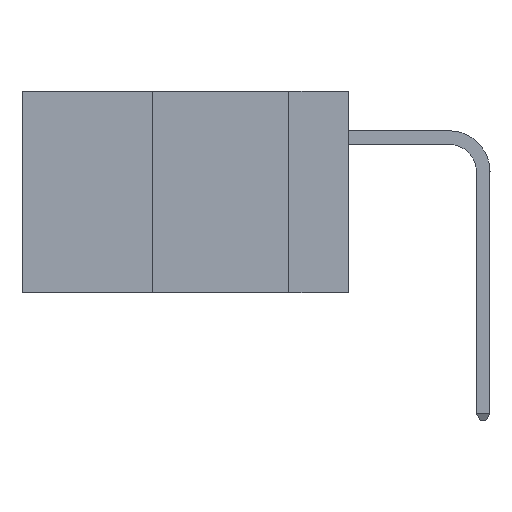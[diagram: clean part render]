
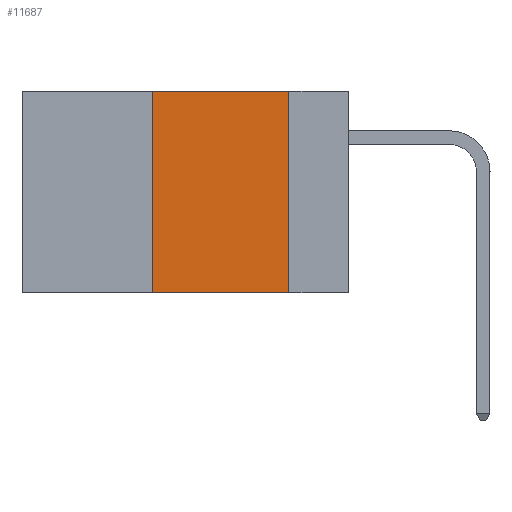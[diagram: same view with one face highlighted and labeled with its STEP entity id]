
A CAD part, left-side view. The second image highlights one B-rep face of the part: STEP entity #11687.
In plain terms, the highlighted planar face has unit normal (-1, 0, 0).
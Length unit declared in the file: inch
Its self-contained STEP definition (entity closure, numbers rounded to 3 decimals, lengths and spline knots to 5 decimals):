
#832 = PLANE ( 'NONE',  #5859 ) ;
#923 = VERTEX_POINT ( 'NONE', #4614 ) ;
#1856 = CARTESIAN_POINT ( 'NONE',  ( 0., 0.36, -0.37 ) ) ;
#2099 = EDGE_LOOP ( 'NONE', ( #7849, #5013, #12867, #10016 ) ) ;
#2193 = VECTOR ( 'NONE', #6493, 39.37008 ) ;
#2246 = EDGE_CURVE ( 'NONE', #4654, #923, #17056, .T. ) ;
#2708 = FACE_OUTER_BOUND ( 'NONE', #2099, .T. ) ;
#3033 = EDGE_CURVE ( 'NONE', #4654, #13459, #8151, .T. ) ;
#3478 = CARTESIAN_POINT ( 'NONE',  ( 0., 0.11, 0. ) ) ;
#3743 = DIRECTION ( 'NONE',  ( 1., 0., 0. ) ) ;
#4311 = LINE ( 'NONE', #11888, #7161 ) ;
#4417 = VECTOR ( 'NONE', #11004, 39.37008 ) ;
#4614 = CARTESIAN_POINT ( 'NONE',  ( 0., 0.36, 0. ) ) ;
#4654 = VERTEX_POINT ( 'NONE', #1856 ) ;
#5013 = ORIENTED_EDGE ( 'NONE', *, *, #11017, .F. ) ;
#5859 = AXIS2_PLACEMENT_3D ( 'NONE', #12113, #3743, #13527 ) ;
#6278 = VECTOR ( 'NONE', #11845, 39.37008 ) ;
#6493 = DIRECTION ( 'NONE',  ( 0., 0., 1. ) ) ;
#7161 = VECTOR ( 'NONE', #14710, 39.37008 ) ;
#7849 = ORIENTED_EDGE ( 'NONE', *, *, #12616, .F. ) ;
#8151 = LINE ( 'NONE', #8219, #4417 ) ;
#8182 = CARTESIAN_POINT ( 'NONE',  ( 0., 0.11, -0.37 ) ) ;
#8219 = CARTESIAN_POINT ( 'NONE',  ( 0., 0.6, -0.37 ) ) ;
#9500 = LINE ( 'NONE', #3478, #6278 ) ;
#10016 = ORIENTED_EDGE ( 'NONE', *, *, #3033, .T. ) ;
#11004 = DIRECTION ( 'NONE',  ( 0., -1., 0. ) ) ;
#11017 = EDGE_CURVE ( 'NONE', #923, #12874, #4311, .T. ) ;
#11047 = CARTESIAN_POINT ( 'NONE',  ( 0., 0.11, 0. ) ) ;
#11687 = ADVANCED_FACE ( 'NONE', ( #2708 ), #832, .F. ) ;
#11845 = DIRECTION ( 'NONE',  ( 0., 0., -1. ) ) ;
#11888 = CARTESIAN_POINT ( 'NONE',  ( 0., 0.6, 0. ) ) ;
#12113 = CARTESIAN_POINT ( 'NONE',  ( 0., 0.6, 0. ) ) ;
#12616 = EDGE_CURVE ( 'NONE', #12874, #13459, #9500, .T. ) ;
#12867 = ORIENTED_EDGE ( 'NONE', *, *, #2246, .F. ) ;
#12874 = VERTEX_POINT ( 'NONE', #11047 ) ;
#13459 = VERTEX_POINT ( 'NONE', #8182 ) ;
#13527 = DIRECTION ( 'NONE',  ( 0., 0., -1. ) ) ;
#14710 = DIRECTION ( 'NONE',  ( 0., -1., 0. ) ) ;
#14817 = CARTESIAN_POINT ( 'NONE',  ( 0., 0.36, 0. ) ) ;
#17056 = LINE ( 'NONE', #14817, #2193 ) ;
